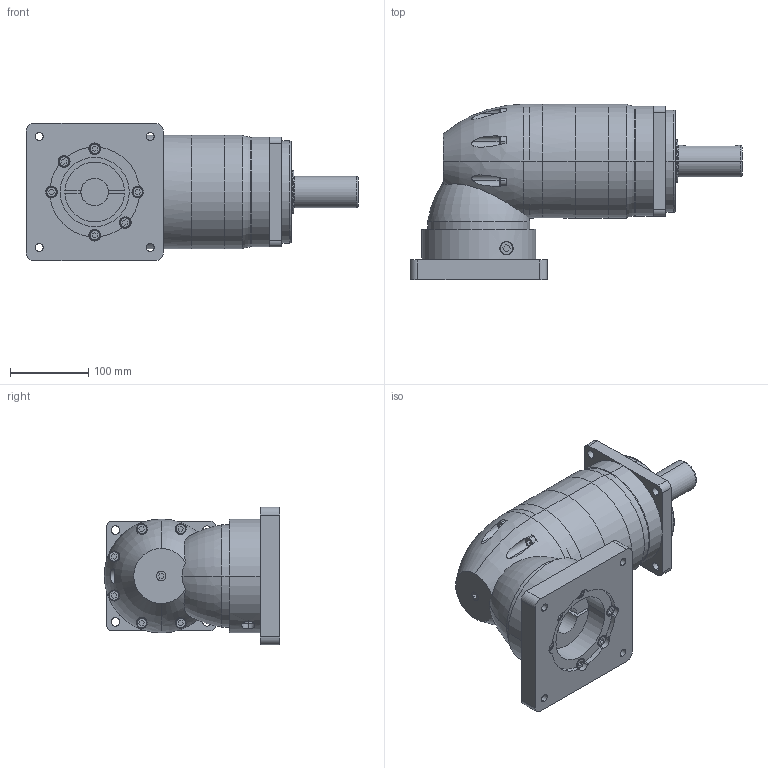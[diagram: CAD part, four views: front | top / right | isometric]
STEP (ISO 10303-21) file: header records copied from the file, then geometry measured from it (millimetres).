
FILE_DESCRIPTION (( 'STEP AP203' ), '1' );
FILE_NAME ('PZF140B-L3£¨35-79 114.3-3 4-13.5-200£©.STEP', '2022-06-11T00:55:46', ( '' ), ( '' ), 'SwSTEP 2.0', 'SolidWorks 2021', '' );
FILE_SCHEMA (( 'CONFIG_CONTROL_DESIGN' ));
Length unit declared in the file: millimetre
Products named in the file (1): PZF140B-L3（35-79 114.3-3 4-13.5-200）
Bounding box: 423 x 223.5 x 175 mm (x, y, z)
Volume: 5973485.9 mm3; surface area: 381298.1 mm2
Topology: 3 solids, 3 shells, 560 faces, 1318 edges, 849 vertices
Faces by surface type: plane 299, cylinder 192, torus 65, cone 4
Entity records: 17128 total; most frequent: CARTESIAN_POINT 3690, DIRECTION 2947, ORIENTED_EDGE 2632, EDGE_CURVE 1316, AXIS2_PLACEMENT_3D 1100, VERTEX_POINT 849, LINE 747, VECTOR 747
